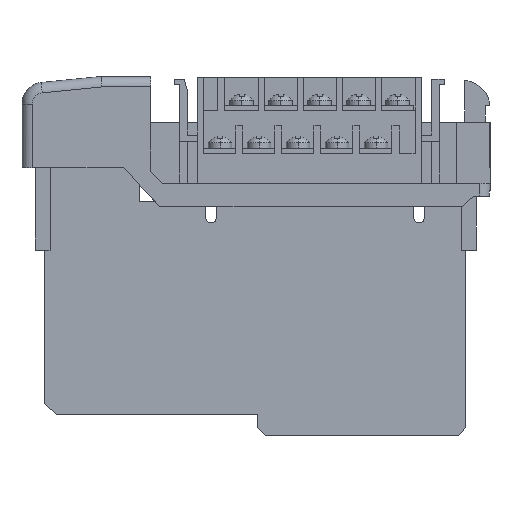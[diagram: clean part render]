
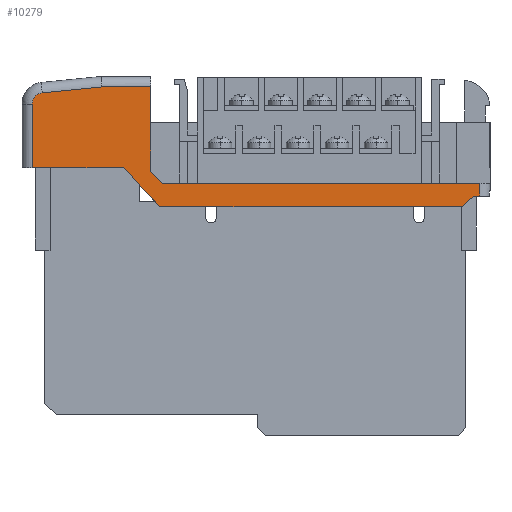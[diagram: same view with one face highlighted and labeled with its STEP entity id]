
A CAD part, left-side view. The second image highlights one B-rep face of the part: STEP entity #10279.
In plain terms, the highlighted planar face has unit normal (-1, 0, 0).
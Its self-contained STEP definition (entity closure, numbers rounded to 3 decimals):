
#1595 = VERTEX_POINT ( 'NONE', #28999 ) ;
#1599 = EDGE_CURVE ( 'NONE', #1595, #4330, #28993, .T. ) ;
#1620 = VERTEX_POINT ( 'NONE', #29002 ) ;
#1629 = VERTEX_POINT ( 'NONE', #29046 ) ;
#1956 = EDGE_CURVE ( 'NONE', #1620, #1595, #29087, .T. ) ;
#1964 = EDGE_CURVE ( 'NONE', #20549, #16601, #29083, .T. ) ;
#2141 = EDGE_CURVE ( 'NONE', #1629, #1620, #29111, .T. ) ;
#2143 = EDGE_CURVE ( 'NONE', #2514, #1629, #29107, .T. ) ;
#2514 = VERTEX_POINT ( 'NONE', #29089 ) ;
#2515 = VERTEX_POINT ( 'NONE', #29088 ) ;
#2520 = ORIENTED_EDGE ( 'NONE', *, *, #10281, .T. ) ;
#2571 = ORIENTED_EDGE ( 'NONE', *, *, #3667, .F. ) ;
#2666 = VERTEX_POINT ( 'NONE', #29138 ) ;
#2729 = ORIENTED_EDGE ( 'NONE', *, *, #3250, .T. ) ;
#2988 = FACE_OUTER_BOUND ( 'NONE', #9777, .T. ) ;
#2990 = DIRECTION ( 'NONE',  ( 0., 0., -1. ) ) ;
#2991 = DIRECTION ( 'NONE',  ( -1., 0., 0. ) ) ;
#3183 = DIRECTION ( 'NONE',  ( 0., 0.995, -0.1 ) ) ;
#3184 = VECTOR ( 'NONE', #3183, 1000. ) ;
#3185 = CARTESIAN_POINT ( 'NONE',  ( 0.5, 45.569, 1.973 ) ) ;
#3186 = LINE ( 'NONE', #3185, #3184 ) ;
#3191 = CARTESIAN_POINT ( 'NONE',  ( 0.5, 45.569, 1.973 ) ) ;
#3192 = DIRECTION ( 'NONE',  ( 0., 0., -1. ) ) ;
#3193 = VECTOR ( 'NONE', #3192, 1000. ) ;
#3194 = CARTESIAN_POINT ( 'NONE',  ( 0.5, 24.723, 4.364 ) ) ;
#3195 = LINE ( 'NONE', #3194, #3193 ) ;
#3203 = CARTESIAN_POINT ( 'NONE',  ( 0.5, 45.358, -0.133 ) ) ;
#3204 = AXIS2_PLACEMENT_3D ( 'NONE', #3203, #2991, #2990 ) ;
#3205 = CIRCLE ( 'NONE', #3204, 2.116 ) ;
#3250 = EDGE_CURVE ( 'NONE', #4257, #3594, #29165, .T. ) ;
#3467 = ORIENTED_EDGE ( 'NONE', *, *, #9798, .F. ) ;
#3594 = VERTEX_POINT ( 'NONE', #29147 ) ;
#3616 = VERTEX_POINT ( 'NONE', #29148 ) ;
#3638 = ORIENTED_EDGE ( 'NONE', *, *, #3642, .F. ) ;
#3642 = EDGE_CURVE ( 'NONE', #3616, #2666, #29212, .T. ) ;
#3667 = EDGE_CURVE ( 'NONE', #2666, #3594, #29208, .T. ) ;
#4255 = EDGE_CURVE ( 'NONE', #4330, #4257, #29188, .T. ) ;
#4257 = VERTEX_POINT ( 'NONE', #29180 ) ;
#4330 = VERTEX_POINT ( 'NONE', #29229 ) ;
#9775 = ORIENTED_EDGE ( 'NONE', *, *, #9923, .T. ) ;
#9777 = EDGE_LOOP ( 'NONE', ( #2729, #2571, #3638, #3467, #9797, #9799, #9775, #2520, #10277, #10276, #9782, #10278, #9795 ) ) ;
#9782 = ORIENTED_EDGE ( 'NONE', *, *, #1956, .T. ) ;
#9795 = ORIENTED_EDGE ( 'NONE', *, *, #4255, .T. ) ;
#9797 = ORIENTED_EDGE ( 'NONE', *, *, #1964, .T. ) ;
#9798 = EDGE_CURVE ( 'NONE', #20549, #3616, #3195, .T. ) ;
#9799 = ORIENTED_EDGE ( 'NONE', *, *, #9805, .T. ) ;
#9800 = VERTEX_POINT ( 'NONE', #3191 ) ;
#9805 = EDGE_CURVE ( 'NONE', #16601, #9800, #3186, .T. ) ;
#9923 = EDGE_CURVE ( 'NONE', #9800, #2515, #3205, .T. ) ;
#10276 = ORIENTED_EDGE ( 'NONE', *, *, #2141, .T. ) ;
#10277 = ORIENTED_EDGE ( 'NONE', *, *, #2143, .T. ) ;
#10278 = ORIENTED_EDGE ( 'NONE', *, *, #1599, .T. ) ;
#10279 = ADVANCED_FACE ( 'NONE', ( #2988 ), #26334, .F. ) ;
#10281 = EDGE_CURVE ( 'NONE', #2515, #2514, #26319, .T. ) ;
#11832 = CARTESIAN_POINT ( 'NONE',  ( 0.5, 34.17, 3.114 ) ) ;
#16428 = CARTESIAN_POINT ( 'NONE',  ( 0.5, 24.723, 3.114 ) ) ;
#16601 = VERTEX_POINT ( 'NONE', #11832 ) ;
#20549 = VERTEX_POINT ( 'NONE', #16428 ) ;
#26316 = DIRECTION ( 'NONE',  ( 0., 0., -1. ) ) ;
#26317 = VECTOR ( 'NONE', #26316, 1000. ) ;
#26318 = CARTESIAN_POINT ( 'NONE',  ( 0.5, 47.473, -12.386 ) ) ;
#26319 = LINE ( 'NONE', #26318, #26317 ) ;
#26324 = DIRECTION ( 'NONE',  ( 0., 0., -1. ) ) ;
#26325 = DIRECTION ( 'NONE',  ( 1., 0., 0. ) ) ;
#26327 = CARTESIAN_POINT ( 'NONE',  ( 0.5, -35.258, -0.876 ) ) ;
#26328 = AXIS2_PLACEMENT_3D ( 'NONE', #26327, #26325, #26324 ) ;
#26334 = PLANE ( 'NONE',  #26328 ) ;
#28990 = DIRECTION ( 'NONE',  ( 0., -0.731, 0.682 ) ) ;
#28991 = VECTOR ( 'NONE', #28990, 1000. ) ;
#28992 = CARTESIAN_POINT ( 'NONE',  ( 0.5, -35.258, -19.886 ) ) ;
#28993 = LINE ( 'NONE', #28992, #28991 ) ;
#28999 = CARTESIAN_POINT ( 'NONE',  ( 0.5, -35.258, -19.886 ) ) ;
#29002 = CARTESIAN_POINT ( 'NONE',  ( 0.5, 22.973, -19.886 ) ) ;
#29046 = CARTESIAN_POINT ( 'NONE',  ( 0.5, 29.973, -12.386 ) ) ;
#29080 = DIRECTION ( 'NONE',  ( 0., 1., 0. ) ) ;
#29081 = VECTOR ( 'NONE', #29080, 1000. ) ;
#29082 = CARTESIAN_POINT ( 'NONE',  ( 0.5, 34.27, 3.114 ) ) ;
#29083 = LINE ( 'NONE', #29082, #29081 ) ;
#29084 = DIRECTION ( 'NONE',  ( 0., -1., 0. ) ) ;
#29085 = VECTOR ( 'NONE', #29084, 1000. ) ;
#29086 = CARTESIAN_POINT ( 'NONE',  ( 0.5, 22.973, -19.886 ) ) ;
#29087 = LINE ( 'NONE', #29086, #29085 ) ;
#29088 = CARTESIAN_POINT ( 'NONE',  ( 0.5, 47.473, -0.213 ) ) ;
#29089 = CARTESIAN_POINT ( 'NONE',  ( 0.5, 47.473, -12.386 ) ) ;
#29104 = DIRECTION ( 'NONE',  ( 0., -1., 0. ) ) ;
#29105 = VECTOR ( 'NONE', #29104, 1000. ) ;
#29106 = CARTESIAN_POINT ( 'NONE',  ( 0.5, 29.973, -12.386 ) ) ;
#29107 = LINE ( 'NONE', #29106, #29105 ) ;
#29108 = DIRECTION ( 'NONE',  ( 0., -0.682, -0.731 ) ) ;
#29109 = VECTOR ( 'NONE', #29108, 1000. ) ;
#29110 = CARTESIAN_POINT ( 'NONE',  ( 0.5, 22.973, -19.886 ) ) ;
#29111 = LINE ( 'NONE', #29110, #29109 ) ;
#29138 = CARTESIAN_POINT ( 'NONE',  ( 0.5, 22.532, -15.386 ) ) ;
#29147 = CARTESIAN_POINT ( 'NONE',  ( 0.5, -38.527, -15.386 ) ) ;
#29148 = CARTESIAN_POINT ( 'NONE',  ( 0.5, 24.723, -13.054 ) ) ;
#29162 = DIRECTION ( 'NONE',  ( 0., 0., 1. ) ) ;
#29163 = VECTOR ( 'NONE', #29162, 1000. ) ;
#29164 = CARTESIAN_POINT ( 'NONE',  ( 0.5, -38.527, -0.463 ) ) ;
#29165 = LINE ( 'NONE', #29164, #29163 ) ;
#29180 = CARTESIAN_POINT ( 'NONE',  ( 0.5, -38.527, -17.879 ) ) ;
#29185 = DIRECTION ( 'NONE',  ( 0., -1., 0. ) ) ;
#29186 = VECTOR ( 'NONE', #29185, 1000. ) ;
#29187 = CARTESIAN_POINT ( 'NONE',  ( 0.5, -37.408, -17.879 ) ) ;
#29188 = LINE ( 'NONE', #29187, #29186 ) ;
#29205 = DIRECTION ( 'NONE',  ( 0., -1., 0. ) ) ;
#29206 = VECTOR ( 'NONE', #29205, 1000. ) ;
#29207 = CARTESIAN_POINT ( 'NONE',  ( 0.5, 22.532, -15.386 ) ) ;
#29208 = LINE ( 'NONE', #29207, #29206 ) ;
#29209 = DIRECTION ( 'NONE',  ( 0., -0.685, -0.729 ) ) ;
#29210 = VECTOR ( 'NONE', #29209, 1000. ) ;
#29211 = CARTESIAN_POINT ( 'NONE',  ( 0.5, 22.532, -15.386 ) ) ;
#29212 = LINE ( 'NONE', #29211, #29210 ) ;
#29229 = CARTESIAN_POINT ( 'NONE',  ( 0.5, -37.408, -17.879 ) ) ;
